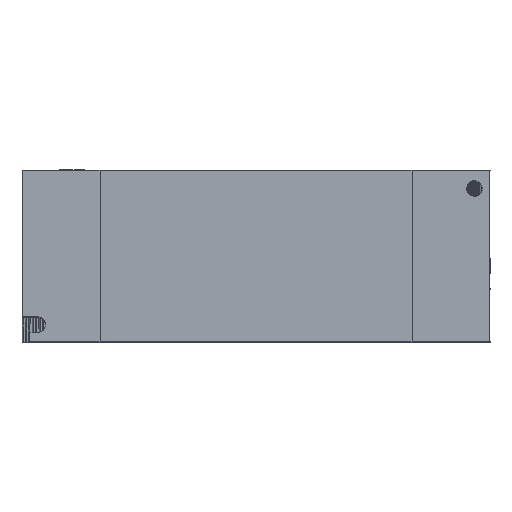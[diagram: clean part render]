
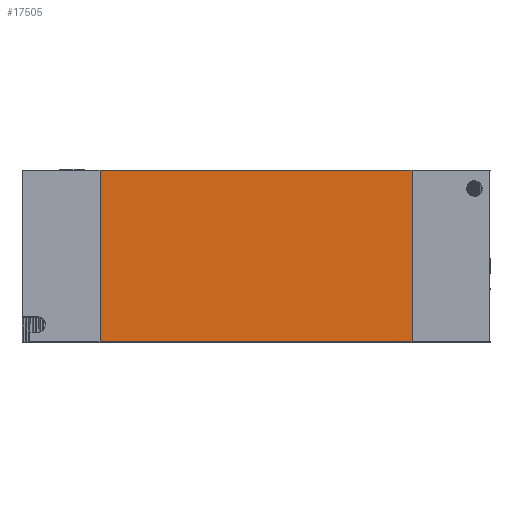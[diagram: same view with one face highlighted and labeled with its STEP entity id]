
A CAD part, top view. The second image highlights one B-rep face of the part: STEP entity #17505.
In plain terms, the highlighted planar face has unit normal (0, 0, 1).
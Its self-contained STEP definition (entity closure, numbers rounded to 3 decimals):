
#893 = VECTOR ( 'NONE', #38451, 1000. ) ;
#6004 = ORIENTED_EDGE ( 'NONE', *, *, #22200, .T. ) ;
#7896 = VECTOR ( 'NONE', #65805, 1000. ) ;
#8206 = LINE ( 'NONE', #30857, #61280 ) ;
#10140 = VERTEX_POINT ( 'NONE', #81581 ) ;
#15321 = CARTESIAN_POINT ( 'NONE',  ( -41.607, -32.475, -0.2 ) ) ;
#15729 = CARTESIAN_POINT ( 'NONE',  ( 58.393, -32.475, -0.2 ) ) ;
#17505 = ADVANCED_FACE ( 'NONE', ( #61467 ), #46595, .F. ) ;
#22200 = EDGE_CURVE ( 'NONE', #88366, #83294, #77188, .T. ) ;
#27829 = EDGE_CURVE ( 'NONE', #44540, #88366, #75525, .T. ) ;
#28744 = VECTOR ( 'NONE', #52979, 1000. ) ;
#30857 = CARTESIAN_POINT ( 'NONE',  ( -41.607, -32.475, -0.2 ) ) ;
#37868 = AXIS2_PLACEMENT_3D ( 'NONE', #39697, #89995, #46912 ) ;
#38195 = DIRECTION ( 'NONE',  ( -1., 0., 0. ) ) ;
#38451 = DIRECTION ( 'NONE',  ( 0., 1., 0. ) ) ;
#39697 = CARTESIAN_POINT ( 'NONE',  ( -41.607, -32.475, -0.2 ) ) ;
#44540 = VERTEX_POINT ( 'NONE', #15729 ) ;
#46595 = PLANE ( 'NONE',  #37868 ) ;
#46912 = DIRECTION ( 'NONE',  ( -1., 0., 0. ) ) ;
#49052 = EDGE_CURVE ( 'NONE', #44540, #10140, #8206, .T. ) ;
#52979 = DIRECTION ( 'NONE',  ( -1., 0., 0. ) ) ;
#61280 = VECTOR ( 'NONE', #38195, 1000. ) ;
#61467 = FACE_OUTER_BOUND ( 'NONE', #78972, .T. ) ;
#63248 = LINE ( 'NONE', #15321, #7896 ) ;
#65728 = ORIENTED_EDGE ( 'NONE', *, *, #49052, .F. ) ;
#65805 = DIRECTION ( 'NONE',  ( 0., 1., 0. ) ) ;
#68734 = CARTESIAN_POINT ( 'NONE',  ( 58.393, 22.525, -0.2 ) ) ;
#70701 = EDGE_CURVE ( 'NONE', #10140, #83294, #63248, .T. ) ;
#74296 = CARTESIAN_POINT ( 'NONE',  ( 58.393, -32.475, -0.2 ) ) ;
#75525 = LINE ( 'NONE', #74296, #893 ) ;
#77188 = LINE ( 'NONE', #88860, #28744 ) ;
#77231 = ORIENTED_EDGE ( 'NONE', *, *, #27829, .T. ) ;
#78368 = ORIENTED_EDGE ( 'NONE', *, *, #70701, .F. ) ;
#78972 = EDGE_LOOP ( 'NONE', ( #6004, #78368, #65728, #77231 ) ) ;
#81581 = CARTESIAN_POINT ( 'NONE',  ( -41.607, -32.475, -0.2 ) ) ;
#83294 = VERTEX_POINT ( 'NONE', #91971 ) ;
#88366 = VERTEX_POINT ( 'NONE', #68734 ) ;
#88860 = CARTESIAN_POINT ( 'NONE',  ( -41.607, 22.525, -0.2 ) ) ;
#89995 = DIRECTION ( 'NONE',  ( 0., 0., -1. ) ) ;
#91971 = CARTESIAN_POINT ( 'NONE',  ( -41.607, 22.525, -0.2 ) ) ;
